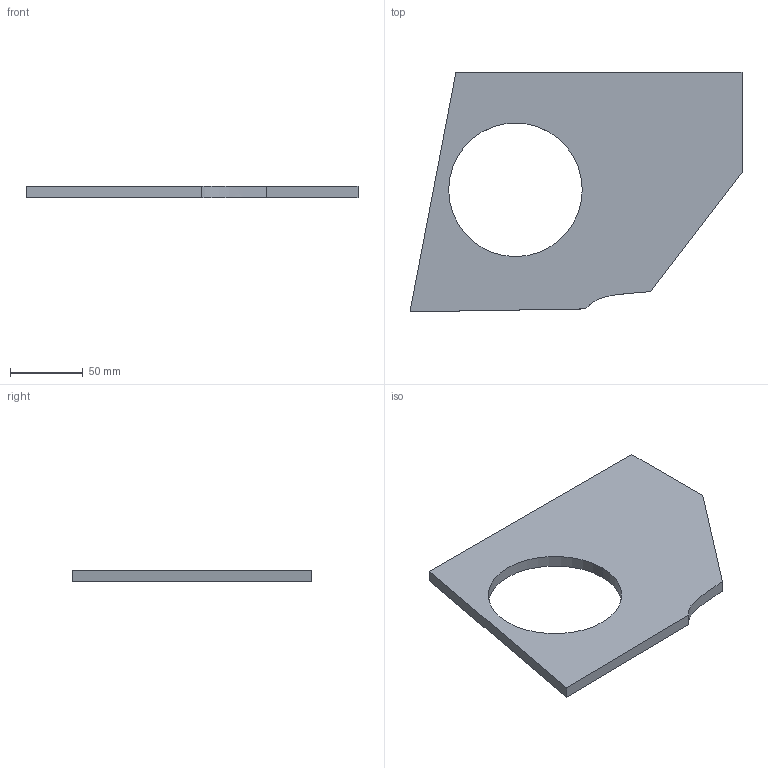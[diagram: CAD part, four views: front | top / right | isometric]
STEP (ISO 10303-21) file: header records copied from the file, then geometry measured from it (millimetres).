
FILE_DESCRIPTION(('CATIA V5 STEP Exchange'),'2;1');
FILE_NAME('CRABE_PLATINE_ARR_SOUD.stp','2018-10-04T10:40:13+00:00',('none'),('SNECMA'),'CATIA Version 5 Release 19 SP 9 (IN-10)','CATIA V5 STEP AP214','none');
FILE_SCHEMA(('AUTOMOTIVE_DESIGN { 1 0 10303 214 1 1 1 1 }'));
Length unit declared in the file: millimetre
Products named in the file (1): CRABE_PLATINE_ARR_SOUD
Bounding box: 228.61 x 165 x 8 mm (x, y, z)
Volume: 195182.1 mm3; surface area: 56755.8 mm2
Topology: 1 solids, 1 shells, 10 faces, 24 edges, 16 vertices
Faces by surface type: plane 7, cylinder 2, extrusion 1
Entity records: 338 total; most frequent: CARTESIAN_POINT 83, ORIENTED_EDGE 48, DIRECTION 39, EDGE_CURVE 24, VECTOR 19, LINE 18, VERTEX_POINT 16, AXIS2_PLACEMENT_3D 13
